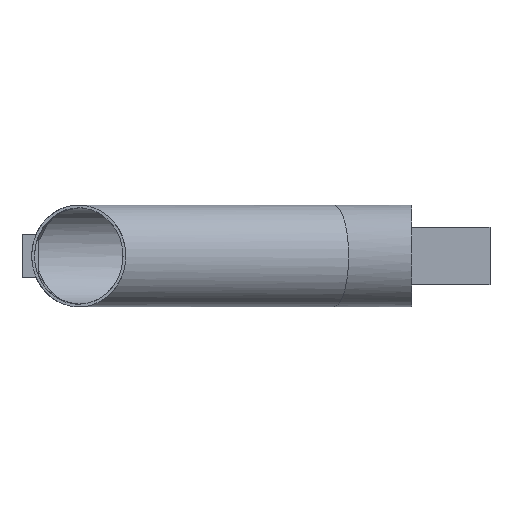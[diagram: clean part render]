
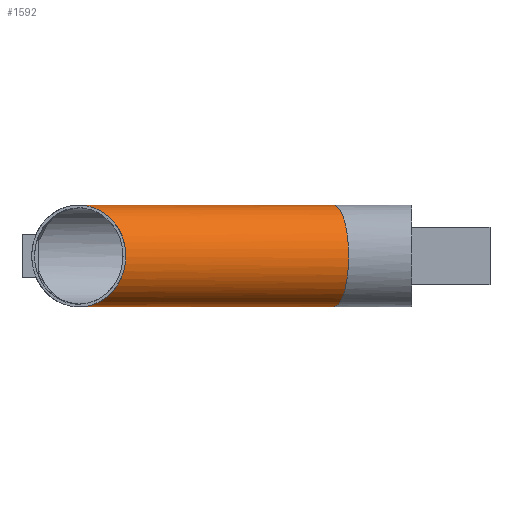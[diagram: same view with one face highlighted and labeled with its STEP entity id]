
A CAD part, front view. The second image highlights one B-rep face of the part: STEP entity #1592.
In plain terms, the highlighted free-form (B-spline) face has degree [3, 1] with [7, 4] control points.
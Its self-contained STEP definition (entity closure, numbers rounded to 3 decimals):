
#14 = CARTESIAN_POINT ( 'NONE',  ( -200., 225.455, -26. ) ) ;
#74 = CARTESIAN_POINT ( 'NONE',  ( -200., 225.455, -26. ) ) ;
#81 = CARTESIAN_POINT ( 'NONE',  ( -68.687, 320.955, 26. ) ) ;
#154 = CARTESIAN_POINT ( 'NONE',  ( -54.391, 272., -26. ) ) ;
#191 = VERTEX_POINT ( 'NONE', #2505 ) ;
#227 =( BOUNDED_SURFACE ( )  B_SPLINE_SURFACE ( 3, 1, ( 
 ( #742, #2502, #2468, #1021 ),
 ( #1281, #1031, #2991, #2233 ),
 ( #2951, #1743, #264, #754 ),
 ( #2479, #14, #1800, #2061 ),
 ( #548, #817, #1041, #3048 ),
 ( #3021, #828, #560, #1565 ),
 ( #2758, #328, #2049, #81 ) ),
 .UNSPECIFIED., .T., .F., .F. ) 
 B_SPLINE_SURFACE_WITH_KNOTS ( ( 4, 3, 4 ),
 ( 2, 1, 1, 2 ),
 ( 0., 0.5, 1. ),
 ( -0.01, 0., 1., 1.01 ),
 .UNSPECIFIED. ) 
 GEOMETRIC_REPRESENTATION_ITEM ( )  RATIONAL_B_SPLINE_SURFACE ( (
 ( 1., 1., 1., 1.),
 ( 0.333, 0.333, 0.333, 0.333),
 ( 0.333, 0.333, 0.333, 0.333),
 ( 1., 1., 1., 1.),
 ( 0.333, 0.333, 0.333, 0.333),
 ( 0.333, 0.333, 0.333, 0.333),
 ( 1., 1., 1., 1.) ) ) 
 REPRESENTATION_ITEM ( '' )  SURFACE ( )  );
#242 = VERTEX_POINT ( 'NONE', #1277 ) ;
#264 = CARTESIAN_POINT ( 'NONE',  ( -85.609, 368., -26. ) ) ;
#328 = CARTESIAN_POINT ( 'NONE',  ( -200., 225.455, 26. ) ) ;
#419 = B_SPLINE_CURVE_WITH_KNOTS ( 'NONE', 1,
 ( #2155, #2628 ),
 .UNSPECIFIED., .F., .F.,
 ( 2, 2 ),
 ( 0., 1. ),
 .UNSPECIFIED. ) ;
#548 = CARTESIAN_POINT ( 'NONE',  ( -152.976, 200.302, -26. ) ) ;
#560 = CARTESIAN_POINT ( 'NONE',  ( -54.391, 272., 26. ) ) ;
#727 = CARTESIAN_POINT ( 'NONE',  ( -70., 320., 26. ) ) ;
#742 = CARTESIAN_POINT ( 'NONE',  ( -201.3, 224.509, 26. ) ) ;
#754 = CARTESIAN_POINT ( 'NONE',  ( -83.969, 369.193, -26. ) ) ;
#817 = CARTESIAN_POINT ( 'NONE',  ( -152., 201.012, -26. ) ) ;
#828 = CARTESIAN_POINT ( 'NONE',  ( -152., 201.012, 26. ) ) ;
#894 = CARTESIAN_POINT ( 'NONE',  ( -70., 320., 26. ) ) ;
#909 = CARTESIAN_POINT ( 'NONE',  ( -54.391, 272., 26. ) ) ;
#1021 = CARTESIAN_POINT ( 'NONE',  ( -68.687, 320.955, 26. ) ) ;
#1025 =( BOUNDED_CURVE ( )  B_SPLINE_CURVE ( 3, ( #2654, #909, #154, #2380 ),
 .UNSPECIFIED., .F., .T. ) 
 B_SPLINE_CURVE_WITH_KNOTS ( ( 4, 4 ),
 ( 0., 0.5 ),
 .UNSPECIFIED. ) 
 CURVE ( )  GEOMETRIC_REPRESENTATION_ITEM ( )  RATIONAL_B_SPLINE_CURVE ( ( 1., 0.333, 0.333, 1. ) ) 
 REPRESENTATION_ITEM ( '' )  );
#1031 = CARTESIAN_POINT ( 'NONE',  ( -248., 249.897, 26. ) ) ;
#1041 = CARTESIAN_POINT ( 'NONE',  ( -54.391, 272., -26. ) ) ;
#1129 = B_SPLINE_CURVE_WITH_KNOTS ( 'NONE', 1,
 ( #2880, #894 ),
 .UNSPECIFIED., .F., .F.,
 ( 2, 2 ),
 ( 0., 1. ),
 .UNSPECIFIED. ) ;
#1157 = CARTESIAN_POINT ( 'NONE',  ( -152., 201.012, 26. ) ) ;
#1247 = EDGE_CURVE ( 'NONE', #3126, #191, #1025, .T. ) ;
#1277 = CARTESIAN_POINT ( 'NONE',  ( -200., 225.455, 26. ) ) ;
#1281 = CARTESIAN_POINT ( 'NONE',  ( -249.624, 248.716, 26. ) ) ;
#1286 = EDGE_CURVE ( 'NONE', #2409, #191, #419, .T. ) ;
#1299 = FACE_OUTER_BOUND ( 'NONE', #2723, .T. ) ;
#1358 = ORIENTED_EDGE ( 'NONE', *, *, #1286, .T. ) ;
#1495 = ORIENTED_EDGE ( 'NONE', *, *, #1748, .F. ) ;
#1565 = CARTESIAN_POINT ( 'NONE',  ( -53.405, 272.717, 26. ) ) ;
#1592 = ADVANCED_FACE ( 'NONE', ( #1299 ), #227, .F. ) ;
#1743 = CARTESIAN_POINT ( 'NONE',  ( -248., 249.897, -26. ) ) ;
#1748 = EDGE_CURVE ( 'NONE', #242, #3126, #1129, .T. ) ;
#1800 = CARTESIAN_POINT ( 'NONE',  ( -70., 320., -26. ) ) ;
#1870 =( BOUNDED_CURVE ( )  B_SPLINE_CURVE ( 3, ( #2074, #3106, #1157, #1902 ),
 .UNSPECIFIED., .F., .F. ) 
 B_SPLINE_CURVE_WITH_KNOTS ( ( 4, 4 ),
 ( 0.5, 1. ),
 .UNSPECIFIED. ) 
 CURVE ( )  GEOMETRIC_REPRESENTATION_ITEM ( )  RATIONAL_B_SPLINE_CURVE ( ( 1., 0.333, 0.333, 1. ) ) 
 REPRESENTATION_ITEM ( '' )  );
#1902 = CARTESIAN_POINT ( 'NONE',  ( -200., 225.455, 26. ) ) ;
#2049 = CARTESIAN_POINT ( 'NONE',  ( -70., 320., 26. ) ) ;
#2061 = CARTESIAN_POINT ( 'NONE',  ( -68.687, 320.955, -26. ) ) ;
#2074 = CARTESIAN_POINT ( 'NONE',  ( -200., 225.455, -26. ) ) ;
#2155 = CARTESIAN_POINT ( 'NONE',  ( -200., 225.455, -26. ) ) ;
#2233 = CARTESIAN_POINT ( 'NONE',  ( -83.969, 369.193, 26. ) ) ;
#2268 = ORIENTED_EDGE ( 'NONE', *, *, #1247, .F. ) ;
#2380 = CARTESIAN_POINT ( 'NONE',  ( -70., 320., -26. ) ) ;
#2409 = VERTEX_POINT ( 'NONE', #74 ) ;
#2468 = CARTESIAN_POINT ( 'NONE',  ( -70., 320., 26. ) ) ;
#2479 = CARTESIAN_POINT ( 'NONE',  ( -201.3, 224.509, -26. ) ) ;
#2502 = CARTESIAN_POINT ( 'NONE',  ( -200., 225.455, 26. ) ) ;
#2505 = CARTESIAN_POINT ( 'NONE',  ( -70., 320., -26. ) ) ;
#2628 = CARTESIAN_POINT ( 'NONE',  ( -70., 320., -26. ) ) ;
#2654 = CARTESIAN_POINT ( 'NONE',  ( -70., 320., 26. ) ) ;
#2723 = EDGE_LOOP ( 'NONE', ( #2981, #1358, #2268, #1495 ) ) ;
#2758 = CARTESIAN_POINT ( 'NONE',  ( -201.3, 224.509, 26. ) ) ;
#2880 = CARTESIAN_POINT ( 'NONE',  ( -200., 225.455, 26. ) ) ;
#2945 = EDGE_CURVE ( 'NONE', #2409, #242, #1870, .T. ) ;
#2951 = CARTESIAN_POINT ( 'NONE',  ( -249.624, 248.716, -26. ) ) ;
#2981 = ORIENTED_EDGE ( 'NONE', *, *, #2945, .F. ) ;
#2991 = CARTESIAN_POINT ( 'NONE',  ( -85.609, 368., 26. ) ) ;
#3021 = CARTESIAN_POINT ( 'NONE',  ( -152.976, 200.302, 26. ) ) ;
#3048 = CARTESIAN_POINT ( 'NONE',  ( -53.405, 272.717, -26. ) ) ;
#3106 = CARTESIAN_POINT ( 'NONE',  ( -152., 201.012, -26. ) ) ;
#3126 = VERTEX_POINT ( 'NONE', #727 ) ;
